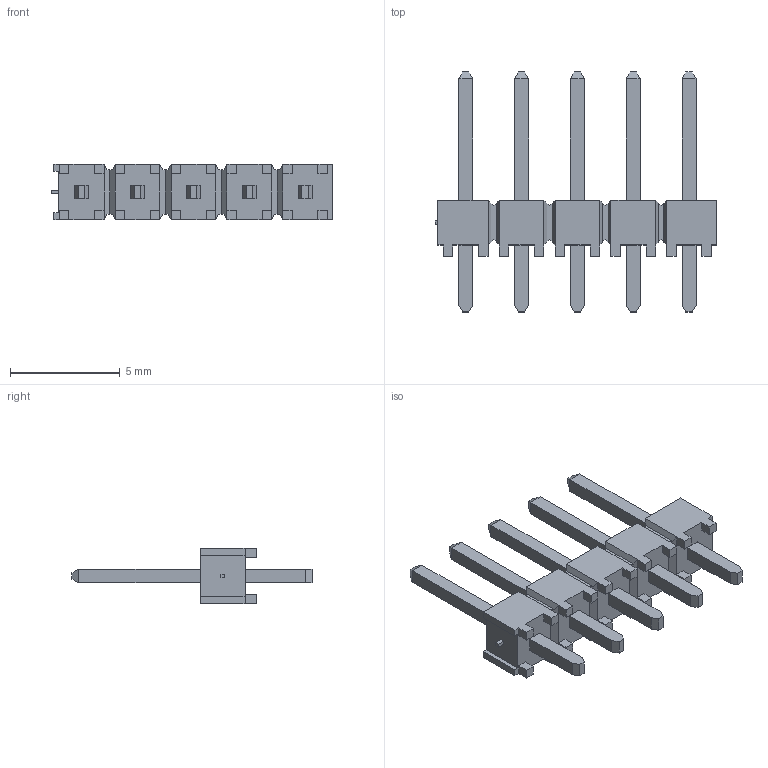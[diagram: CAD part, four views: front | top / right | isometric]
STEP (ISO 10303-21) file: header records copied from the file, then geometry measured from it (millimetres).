
FILE_DESCRIPTION(('CAx-IF Rec.Pracs.---Model Styling and Organization---1.5---2016-08-15','CAx-IF Rec.Pracs.---Geometric and Assembly Validation Properties---4.4---2016-08-17','CAx-IF Rec.Pracs.---User Defined Attributes---1.5---2016-08-15','CAx-IF Rec.Pracs.---External References---2.1---2005-01-19'),'2;1');
FILE_NAME('TSW-105-07-x-S.step','2020-08-13T01:11:48',('Unspecified'),('Unspecified'),'CAD Exchanger 3.8.1 (cadexchanger.com)','Unspecified','');
FILE_SCHEMA(('AUTOMOTIVE_DESIGN { 1 0 10303 214 1 1 1 1 }'));
Length unit declared in the file: millimetre
Products named in the file (3): TSW-105-07-T-S; _TSW-105-07-T-S_body; _T-1S6-07-TSW-1-07-5-S
Assembly tree (2 placements, depth 2):
  TSW-105-07-T-S
    _TSW-105-07-T-S_body
    _T-1S6-07-TSW-1-07-5-S
Bounding box: 12.83 x 10.92 x 2.54 mm (x, y, z)
Volume: 82.5 mm3; surface area: 328.1 mm2
Topology: 2 solids, 2 shells, 257 faces, 658 edges, 416 vertices
Faces by surface type: plane 257
Entity records: 9556 total; most frequent: CARTESIAN_POINT 1333, ORIENTED_EDGE 1316, DIRECTION 1176, EDGE_CURVE 658, LINE 658, VECTOR 658, VERTEX_POINT 416, FACE_BOUND 278
